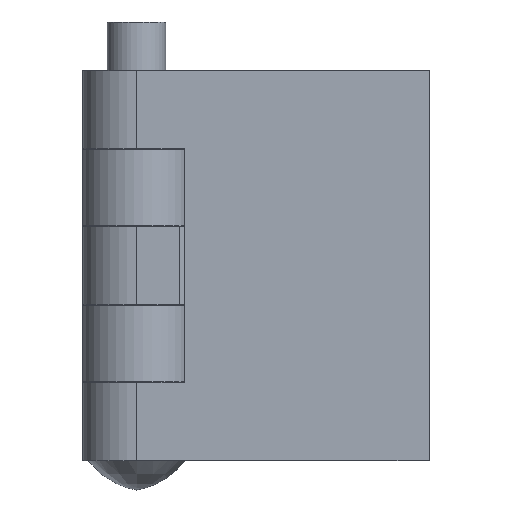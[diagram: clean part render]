
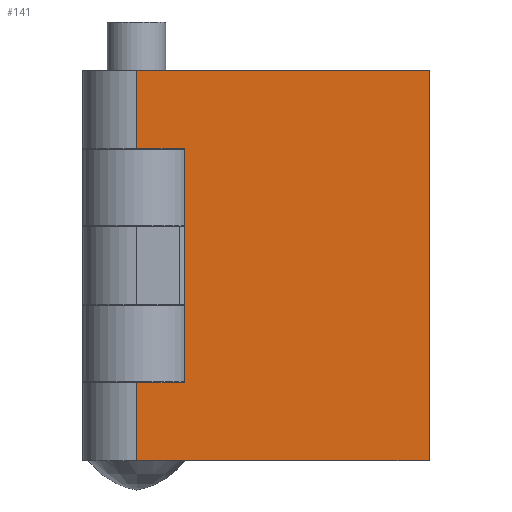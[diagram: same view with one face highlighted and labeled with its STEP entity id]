
A CAD part, front view. The second image highlights one B-rep face of the part: STEP entity #141.
In plain terms, the highlighted planar face has unit normal (0, -1, 0).
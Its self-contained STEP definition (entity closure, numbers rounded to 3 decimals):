
#141 = ADVANCED_FACE( '', ( #293 ), #294, .T. );
#293 = FACE_OUTER_BOUND( '', #473, .T. );
#294 = PLANE( '', #474 );
#473 = EDGE_LOOP( '', ( #810, #811, #812, #813, #814, #815, #816, #817 ) );
#474 = AXIS2_PLACEMENT_3D( '', #818, #819, #820 );
#810 = ORIENTED_EDGE( '', *, *, #947, .F. );
#811 = ORIENTED_EDGE( '', *, *, #914, .F. );
#812 = ORIENTED_EDGE( '', *, *, #984, .F. );
#813 = ORIENTED_EDGE( '', *, *, #874, .T. );
#814 = ORIENTED_EDGE( '', *, *, #925, .T. );
#815 = ORIENTED_EDGE( '', *, *, #949, .F. );
#816 = ORIENTED_EDGE( '', *, *, #961, .T. );
#817 = ORIENTED_EDGE( '', *, *, #980, .T. );
#818 = CARTESIAN_POINT( '', ( 0., -5.5, 12. ) );
#819 = DIRECTION( '', ( 0., -1., 0. ) );
#820 = DIRECTION( '', ( 0., 0., -1. ) );
#874 = EDGE_CURVE( '', #1036, #1033, #1037, .T. );
#914 = EDGE_CURVE( '', #1100, #1102, #1103, .T. );
#925 = EDGE_CURVE( '', #1033, #1117, #1118, .T. );
#947 = EDGE_CURVE( '', #1102, #1148, #1152, .T. );
#949 = EDGE_CURVE( '', #1154, #1117, #1155, .T. );
#961 = EDGE_CURVE( '', #1154, #1169, #1171, .T. );
#980 = EDGE_CURVE( '', #1169, #1148, #1193, .T. );
#984 = EDGE_CURVE( '', #1036, #1100, #1197, .T. );
#1033 = VERTEX_POINT( '', #1257 );
#1036 = VERTEX_POINT( '', #1261 );
#1037 = LINE( '', #1262, #1263 );
#1100 = VERTEX_POINT( '', #1346 );
#1102 = VERTEX_POINT( '', #1348 );
#1103 = LINE( '', #1349, #1350 );
#1117 = VERTEX_POINT( '', #1366 );
#1118 = LINE( '', #1367, #1368 );
#1148 = VERTEX_POINT( '', #1410 );
#1152 = LINE( '', #1416, #1417 );
#1154 = VERTEX_POINT( '', #1419 );
#1155 = LINE( '', #1420, #1421 );
#1169 = VERTEX_POINT( '', #1442 );
#1171 = LINE( '', #1444, #1445 );
#1193 = LINE( '', #1472, #1473 );
#1197 = LINE( '', #1478, #1479 );
#1257 = CARTESIAN_POINT( '', ( 4.907, -5.5, 12. ) );
#1261 = CARTESIAN_POINT( '', ( 0., -5.5, 12. ) );
#1262 = CARTESIAN_POINT( '', ( 0., -5.5, 12. ) );
#1263 = VECTOR( '', #1525, 1000. );
#1346 = CARTESIAN_POINT( '', ( 0., -5.5, 20. ) );
#1348 = CARTESIAN_POINT( '', ( 30., -5.5, 20. ) );
#1349 = CARTESIAN_POINT( '', ( 0., -5.5, 20. ) );
#1350 = VECTOR( '', #1576, 1000. );
#1366 = CARTESIAN_POINT( '', ( 4.907, -5.5, -12. ) );
#1367 = CARTESIAN_POINT( '', ( 4.907, -5.5, 20. ) );
#1368 = VECTOR( '', #1591, 1000. );
#1410 = CARTESIAN_POINT( '', ( 30., -5.5, -20. ) );
#1416 = CARTESIAN_POINT( '', ( 30., -5.5, 20. ) );
#1417 = VECTOR( '', #1615, 1000. );
#1419 = CARTESIAN_POINT( '', ( 0., -5.5, -12. ) );
#1420 = CARTESIAN_POINT( '', ( 0., -5.5, -12. ) );
#1421 = VECTOR( '', #1616, 1000. );
#1442 = CARTESIAN_POINT( '', ( 0., -5.5, -20. ) );
#1444 = CARTESIAN_POINT( '', ( 0., -5.5, -12. ) );
#1445 = VECTOR( '', #1630, 1000. );
#1472 = CARTESIAN_POINT( '', ( 0., -5.5, -20. ) );
#1473 = VECTOR( '', #1645, 1000. );
#1478 = CARTESIAN_POINT( '', ( 0., -5.5, 12. ) );
#1479 = VECTOR( '', #1647, 1000. );
#1525 = DIRECTION( '', ( 1., 0., 0. ) );
#1576 = DIRECTION( '', ( 1., 0., 0. ) );
#1591 = DIRECTION( '', ( 0., 0., -1. ) );
#1615 = DIRECTION( '', ( 0., 0., -1. ) );
#1616 = DIRECTION( '', ( 1., 0., 0. ) );
#1630 = DIRECTION( '', ( 0., 0., -1. ) );
#1645 = DIRECTION( '', ( 1., 0., 0. ) );
#1647 = DIRECTION( '', ( 0., 0., 1. ) );
